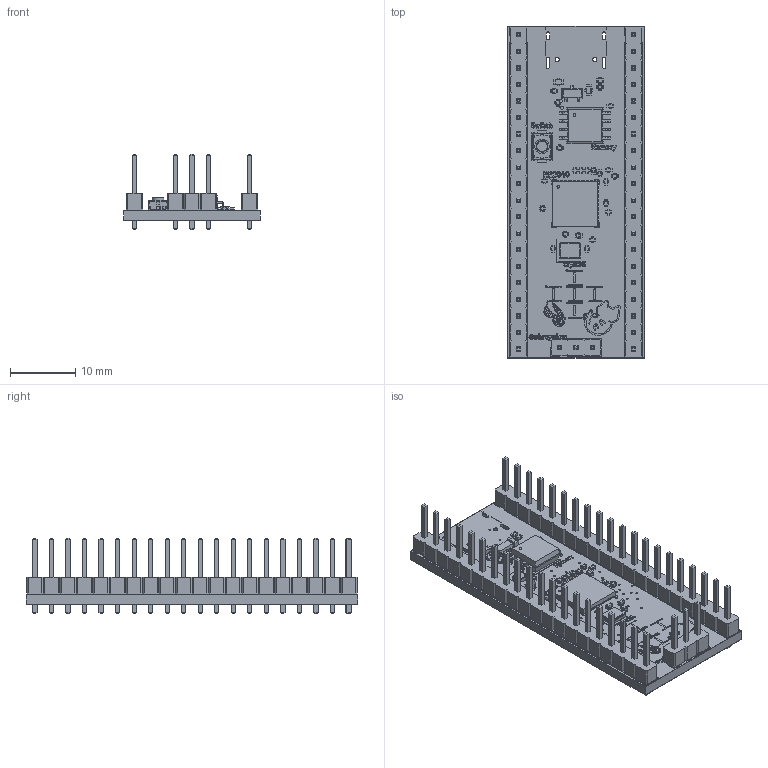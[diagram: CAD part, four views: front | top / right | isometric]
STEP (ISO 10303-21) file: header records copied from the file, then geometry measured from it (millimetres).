
FILE_DESCRIPTION(('KiCad electronic assembly'),'2;1');
FILE_NAME('onyx2040.step','2025-11-26T09:08:09',('Pcbnew'),('Kicad'), 'Open CASCADE STEP processor 7.9','KiCad to STEP converter','Unknown' );
FILE_SCHEMA(('AUTOMOTIVE_DESIGN { 1 0 10303 214 1 1 1 1 }'));
Length unit declared in the file: millimetre
Products named in the file (14): onyx2040 1; R_0402_1005Metric; C_0402_1005Metric; PinHeader_1x20_P2.54mm_Vertical; SOIC-8_5.3x5.3mm_P1.27mm; QFN-56-1EP_7x7mm_P0.4mm_EP3.2x3.2mm; Crystal_SMD_3225-4Pin_3.2x2.5mm; C_0603_1608Metric; SOT-23; PinHeader_1x03_P2.54mm_Vertical; SW_Push_SPST_NO_Alps_SKRK; onyx2040_silkscreen; onyx2040_soldermask; onyx2040_PCB
Assembly tree (36 placements, depth 2):
  onyx2040 1
    R_0402_1005Metric  x8
    C_0402_1005Metric  x15
    PinHeader_1x20_P2.54mm_Vertical  x2
    SOIC-8_5.3x5.3mm_P1.27mm
    QFN-56-1EP_7x7mm_P0.4mm_EP3.2x3.2mm
    Crystal_SMD_3225-4Pin_3.2x2.5mm
    C_0603_1608Metric  x2
    SOT-23
    PinHeader_1x03_P2.54mm_Vertical
    SW_Push_SPST_NO_Alps_SKRK
    onyx2040_silkscreen
    onyx2040_soldermask
    onyx2040_PCB
Bounding box: 21 x 51 x 11.54 mm (x, y, z)
Volume: 2527.2 mm3; surface area: 7320.5 mm2
Topology: 34 solids, 172 shells, 2741 faces, 9717 edges, 7297 vertices
Faces by surface type: plane 2221, cylinder 484, bspline 35, torus 1
Full cylindrical faces by diameter (mm): 0.3 x92, 0.4 x1, 0.65 x2, 1 x43, 1.8 x1, 2.2 x1
Entity records: 85116 total; most frequent: CARTESIAN_POINT 14381, DIRECTION 11325, ORIENTED_EDGE 11042, EDGE_CURVE 6995, LINE 5891, VECTOR 5891, VERTEX_POINT 5545, AXIS2_PLACEMENT_3D 2717
